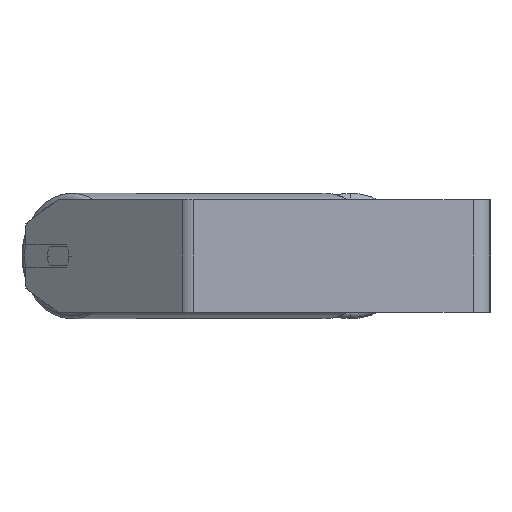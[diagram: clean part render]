
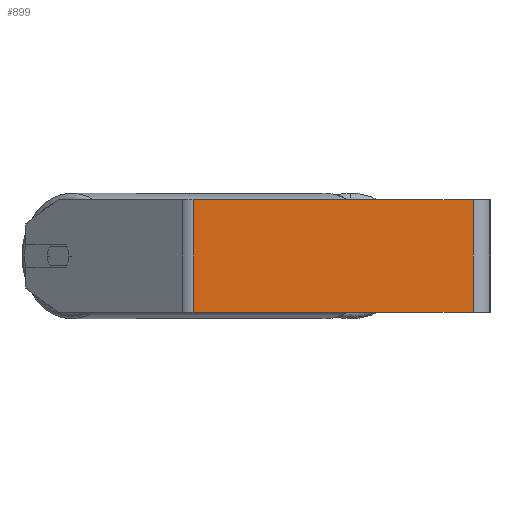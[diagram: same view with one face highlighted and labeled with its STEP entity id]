
A CAD part, left-side view. The second image highlights one B-rep face of the part: STEP entity #899.
In plain terms, the highlighted planar face has unit normal (-1, 0, 0).
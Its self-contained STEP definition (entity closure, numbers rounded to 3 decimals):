
#27 = DIRECTION ( 'NONE',  ( 0., 0., -1. ) ) ;
#512 = DIRECTION ( 'NONE',  ( 0., -1., 0. ) ) ;
#797 = CARTESIAN_POINT ( 'NONE',  ( -490., 12., -40. ) ) ;
#899 = ADVANCED_FACE ( 'NONE', ( #2593 ), #8670, .F. ) ;
#1223 = CARTESIAN_POINT ( 'NONE',  ( -490., 214.522, 40. ) ) ;
#1301 = CARTESIAN_POINT ( 'NONE',  ( -490., 210.154, 40. ) ) ;
#1773 = CARTESIAN_POINT ( 'NONE',  ( -490., 210.154, -40. ) ) ;
#1895 = VERTEX_POINT ( 'NONE', #797 ) ;
#2244 = EDGE_CURVE ( 'NONE', #5169, #1895, #6186, .T. ) ;
#2419 = EDGE_CURVE ( 'NONE', #2560, #5169, #3066, .T. ) ;
#2550 = EDGE_CURVE ( 'NONE', #2560, #6732, #6098, .T. ) ;
#2560 = VERTEX_POINT ( 'NONE', #7416 ) ;
#2593 = FACE_OUTER_BOUND ( 'NONE', #5583, .T. ) ;
#2962 = VECTOR ( 'NONE', #512, 1000. ) ;
#3066 = LINE ( 'NONE', #5786, #2962 ) ;
#4184 = CARTESIAN_POINT ( 'NONE',  ( -490., 12., 40. ) ) ;
#4299 = CARTESIAN_POINT ( 'NONE',  ( -490., 214.522, -40. ) ) ;
#4463 = EDGE_CURVE ( 'NONE', #6732, #1895, #5135, .T. ) ;
#4955 = VECTOR ( 'NONE', #7007, 1000. ) ;
#5135 = LINE ( 'NONE', #4299, #4955 ) ;
#5169 = VERTEX_POINT ( 'NONE', #7239 ) ;
#5293 = DIRECTION ( 'NONE',  ( 0., 0., -1. ) ) ;
#5583 = EDGE_LOOP ( 'NONE', ( #8543, #8553, #6254, #5931 ) ) ;
#5786 = CARTESIAN_POINT ( 'NONE',  ( -490., 214.522, 40. ) ) ;
#5931 = ORIENTED_EDGE ( 'NONE', *, *, #2550, .T. ) ;
#6016 = DIRECTION ( 'NONE',  ( 1., 0., 0. ) ) ;
#6098 = LINE ( 'NONE', #1301, #8067 ) ;
#6186 = LINE ( 'NONE', #4184, #8486 ) ;
#6254 = ORIENTED_EDGE ( 'NONE', *, *, #2419, .F. ) ;
#6282 = DIRECTION ( 'NONE',  ( 0., 0., -1. ) ) ;
#6474 = AXIS2_PLACEMENT_3D ( 'NONE', #1223, #6016, #5293 ) ;
#6732 = VERTEX_POINT ( 'NONE', #1773 ) ;
#7007 = DIRECTION ( 'NONE',  ( 0., -1., 0. ) ) ;
#7239 = CARTESIAN_POINT ( 'NONE',  ( -490., 12., 40. ) ) ;
#7416 = CARTESIAN_POINT ( 'NONE',  ( -490., 210.154, 40. ) ) ;
#8067 = VECTOR ( 'NONE', #27, 1000. ) ;
#8486 = VECTOR ( 'NONE', #6282, 1000. ) ;
#8543 = ORIENTED_EDGE ( 'NONE', *, *, #4463, .T. ) ;
#8553 = ORIENTED_EDGE ( 'NONE', *, *, #2244, .F. ) ;
#8670 = PLANE ( 'NONE',  #6474 ) ;
